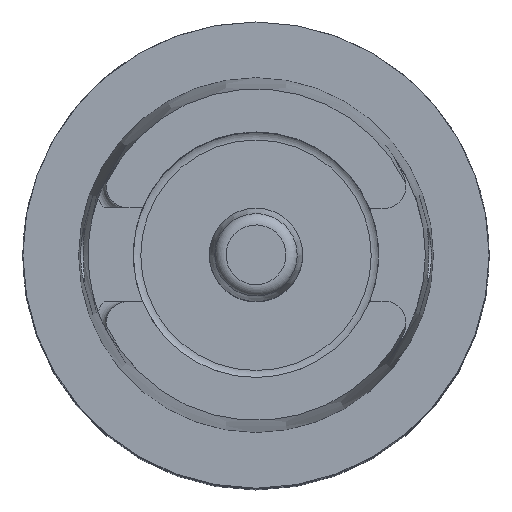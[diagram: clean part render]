
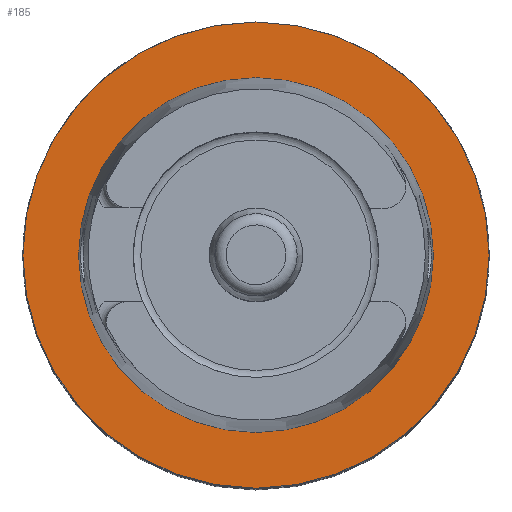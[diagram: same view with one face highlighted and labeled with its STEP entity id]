
A CAD part, top view. The second image highlights one B-rep face of the part: STEP entity #185.
In plain terms, the highlighted planar face has unit normal (0, 0, 1).
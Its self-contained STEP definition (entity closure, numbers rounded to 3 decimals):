
#61=PLANE('',#1511);
#185=ADVANCED_FACE('',(#263,#264),#61,.F.);
#263=FACE_BOUND('',#352,.T.);
#264=FACE_BOUND('',#353,.T.);
#352=EDGE_LOOP('',(#752));
#353=EDGE_LOOP('',(#753));
#458=CIRCLE('',#1442,19.975);
#485=CIRCLE('',#1510,15.204);
#752=ORIENTED_EDGE('',*,*,#1066,.F.);
#753=ORIENTED_EDGE('',*,*,#1165,.F.);
#928=VERTEX_POINT('',#2052);
#991=VERTEX_POINT('',#2315);
#1066=EDGE_CURVE('',#928,#928,#458,.T.);
#1165=EDGE_CURVE('',#991,#991,#485,.T.);
#1442=AXIS2_PLACEMENT_3D('',#2051,#1614,#1615);
#1510=AXIS2_PLACEMENT_3D('',#2314,#1810,#1811);
#1511=AXIS2_PLACEMENT_3D('',#2316,#1812,#1813);
#1614=DIRECTION('',(0.,0.,-1.));
#1615=DIRECTION('',(-1.,0.,0.));
#1810=DIRECTION('',(0.,0.,1.));
#1811=DIRECTION('',(-1.,0.,0.));
#1812=DIRECTION('',(0.,0.,-1.));
#1813=DIRECTION('',(-1.,0.,0.));
#2051=CARTESIAN_POINT('',(0.,0.,0.));
#2052=CARTESIAN_POINT('',(-19.975,0.,0.));
#2314=CARTESIAN_POINT('',(0.,0.,0.));
#2315=CARTESIAN_POINT('',(-15.204,0.,0.));
#2316=CARTESIAN_POINT('',(0.,-16.014,0.));
